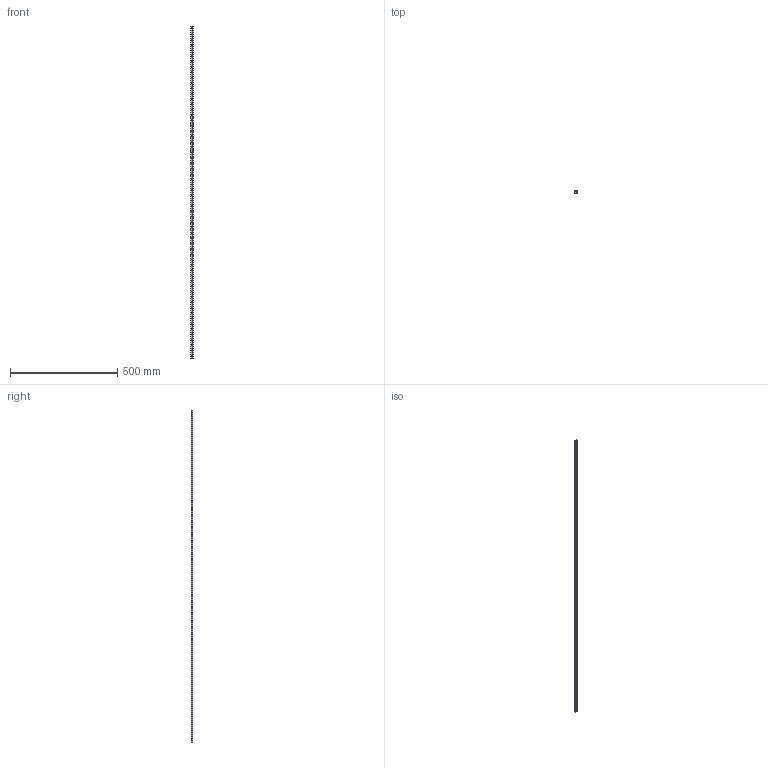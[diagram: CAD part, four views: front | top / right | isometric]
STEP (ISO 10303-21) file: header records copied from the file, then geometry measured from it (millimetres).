
FILE_DESCRIPTION (( 'STEP AP214' ), '1' );
FILE_NAME ('MGN12 LINEAR GUIDE RAIL, CONFIGURABLE, 1550 mm.STEP', '2018-10-15T06:56:51', ( '' ), ( '' ), 'SwSTEP 2.0', 'SolidWorks 2018', '' );
FILE_SCHEMA (( 'AUTOMOTIVE_DESIGN' ));
Length unit declared in the file: millimetre
Products named in the file (2): MGN12 LINEAR GUIDE RAIL, CONFIGURABLE, 1550 mm
Bounding box: 11.97 x 8 x 1550 mm (x, y, z)
Volume: 130771.4 mm3; surface area: 72470.2 mm2
Topology: 1 solids, 1 shells, 348 faces, 1038 edges, 692 vertices
Faces by surface type: cylinder 267, plane 81
Entity records: 12769 total; most frequent: CARTESIAN_POINT 2638, DIRECTION 2272, ORIENTED_EDGE 2076, EDGE_CURVE 1038, AXIS2_PLACEMENT_3D 946, VERTEX_POINT 692, CIRCLE 596, EDGE_LOOP 472
